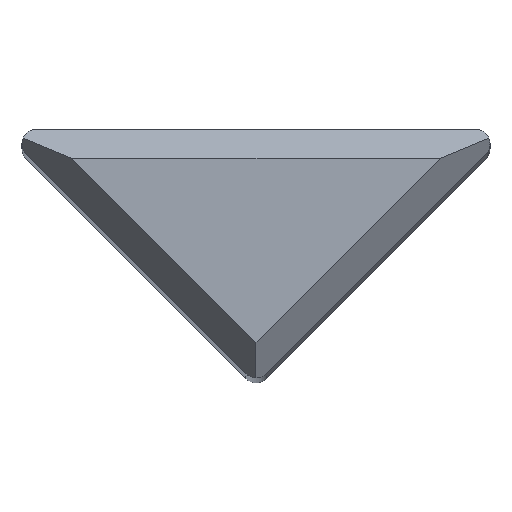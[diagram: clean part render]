
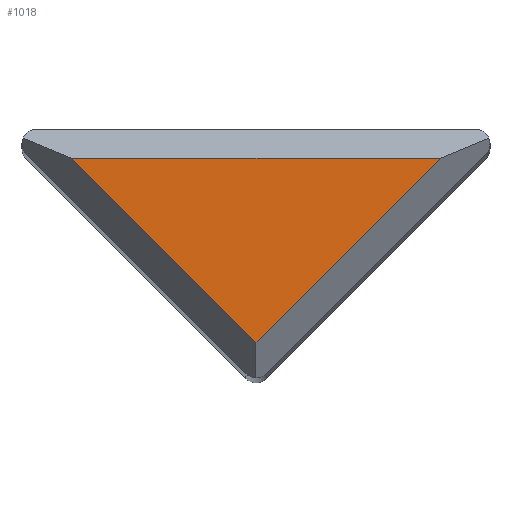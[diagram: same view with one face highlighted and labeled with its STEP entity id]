
A CAD part, top view. The second image highlights one B-rep face of the part: STEP entity #1018.
In plain terms, the highlighted planar face has unit normal (0, 0, 1).
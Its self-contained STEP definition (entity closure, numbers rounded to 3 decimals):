
#100 = PLANE('',#101);
#101 = AXIS2_PLACEMENT_3D('',#102,#103,#104);
#102 = CARTESIAN_POINT('',(42.138,0.25,174.75));
#103 = DIRECTION('',(0.,0.707,0.707));
#104 = DIRECTION('',(-1.,0.,0.));
#361 = PLANE('',#362);
#362 = AXIS2_PLACEMENT_3D('',#363,#364,#365);
#363 = CARTESIAN_POINT('',(46.677,-3.685,174.75));
#364 = DIRECTION('',(-0.5,-0.5,0.707));
#365 = DIRECTION('',(0.707,-0.707,0.)
  );
#482 = PLANE('',#483);
#483 = AXIS2_PLACEMENT_3D('',#484,#485,#486);
#484 = CARTESIAN_POINT('',(50.685,0.677,174.75));
#485 = DIRECTION('',(0.5,-0.5,0.707));
#486 = DIRECTION('',(0.707,0.707,0.));
#532 = VERTEX_POINT('',#533);
#533 = CARTESIAN_POINT('',(43.346,0.,175.));
#558 = VERTEX_POINT('',#559);
#559 = CARTESIAN_POINT('',(49.654,0.,175.));
#580 = EDGE_CURVE('',#532,#558,#581,.T.);
#581 = SURFACE_CURVE('',#582,(#586,#593),.PCURVE_S1.);
#582 = LINE('',#583,#584);
#583 = CARTESIAN_POINT('',(42.138,0.,175.));
#584 = VECTOR('',#585,1.);
#585 = DIRECTION('',(1.,0.,0.));
#586 = PCURVE('',#100,#587);
#587 = DEFINITIONAL_REPRESENTATION('',(#588),#592);
#588 = LINE('',#589,#590);
#589 = CARTESIAN_POINT('',(-0.,0.354));
#590 = VECTOR('',#591,1.);
#591 = DIRECTION('',(-1.,0.));
#592 = ( GEOMETRIC_REPRESENTATION_CONTEXT(2) 
PARAMETRIC_REPRESENTATION_CONTEXT() REPRESENTATION_CONTEXT('2D SPACE',''
  ) );
#593 = PCURVE('',#594,#599);
#594 = PLANE('',#595);
#595 = AXIS2_PLACEMENT_3D('',#596,#597,#598);
#596 = CARTESIAN_POINT('',(46.5,-0.777,175.));
#597 = DIRECTION('',(0.,0.,1.));
#598 = DIRECTION('',(1.,0.,0.));
#599 = DEFINITIONAL_REPRESENTATION('',(#600),#604);
#600 = LINE('',#601,#602);
#601 = CARTESIAN_POINT('',(-4.362,0.777));
#602 = VECTOR('',#603,1.);
#603 = DIRECTION('',(1.,0.));
#604 = ( GEOMETRIC_REPRESENTATION_CONTEXT(2) 
PARAMETRIC_REPRESENTATION_CONTEXT() REPRESENTATION_CONTEXT('2D SPACE',''
  ) );
#846 = VERTEX_POINT('',#847);
#847 = CARTESIAN_POINT('',(46.5,-3.154,175.));
#896 = EDGE_CURVE('',#846,#532,#897,.T.);
#897 = SURFACE_CURVE('',#898,(#902,#909),.PCURVE_S1.);
#898 = LINE('',#899,#900);
#899 = CARTESIAN_POINT('',(46.854,-3.508,175.));
#900 = VECTOR('',#901,1.);
#901 = DIRECTION('',(-0.707,0.707,0.));
#902 = PCURVE('',#361,#903);
#903 = DEFINITIONAL_REPRESENTATION('',(#904),#908);
#904 = LINE('',#905,#906);
#905 = CARTESIAN_POINT('',(0.,0.354));
#906 = VECTOR('',#907,1.);
#907 = DIRECTION('',(-1.,0.));
#908 = ( GEOMETRIC_REPRESENTATION_CONTEXT(2) 
PARAMETRIC_REPRESENTATION_CONTEXT() REPRESENTATION_CONTEXT('2D SPACE',''
  ) );
#909 = PCURVE('',#594,#910);
#910 = DEFINITIONAL_REPRESENTATION('',(#911),#915);
#911 = LINE('',#912,#913);
#912 = CARTESIAN_POINT('',(0.354,-2.731));
#913 = VECTOR('',#914,1.);
#914 = DIRECTION('',(-0.707,0.707));
#915 = ( GEOMETRIC_REPRESENTATION_CONTEXT(2) 
PARAMETRIC_REPRESENTATION_CONTEXT() REPRESENTATION_CONTEXT('2D SPACE',''
  ) );
#998 = EDGE_CURVE('',#558,#846,#999,.T.);
#999 = SURFACE_CURVE('',#1000,(#1004,#1011),.PCURVE_S1.);
#1000 = LINE('',#1001,#1002);
#1001 = CARTESIAN_POINT('',(50.508,0.854,175.));
#1002 = VECTOR('',#1003,1.);
#1003 = DIRECTION('',(-0.707,-0.707,0.));
#1004 = PCURVE('',#482,#1005);
#1005 = DEFINITIONAL_REPRESENTATION('',(#1006),#1010);
#1006 = LINE('',#1007,#1008);
#1007 = CARTESIAN_POINT('',(0.,0.354));
#1008 = VECTOR('',#1009,1.);
#1009 = DIRECTION('',(-1.,0.));
#1010 = ( GEOMETRIC_REPRESENTATION_CONTEXT(2) 
PARAMETRIC_REPRESENTATION_CONTEXT() REPRESENTATION_CONTEXT('2D SPACE',''
  ) );
#1011 = PCURVE('',#594,#1012);
#1012 = DEFINITIONAL_REPRESENTATION('',(#1013),#1017);
#1013 = LINE('',#1014,#1015);
#1014 = CARTESIAN_POINT('',(4.008,1.631));
#1015 = VECTOR('',#1016,1.);
#1016 = DIRECTION('',(-0.707,-0.707));
#1017 = ( GEOMETRIC_REPRESENTATION_CONTEXT(2) 
PARAMETRIC_REPRESENTATION_CONTEXT() REPRESENTATION_CONTEXT('2D SPACE',''
  ) );
#1018 = ADVANCED_FACE('',(#1019),#594,.T.);
#1019 = FACE_BOUND('',#1020,.T.);
#1020 = EDGE_LOOP('',(#1021,#1022,#1023));
#1021 = ORIENTED_EDGE('',*,*,#580,.F.);
#1022 = ORIENTED_EDGE('',*,*,#896,.F.);
#1023 = ORIENTED_EDGE('',*,*,#998,.F.);
